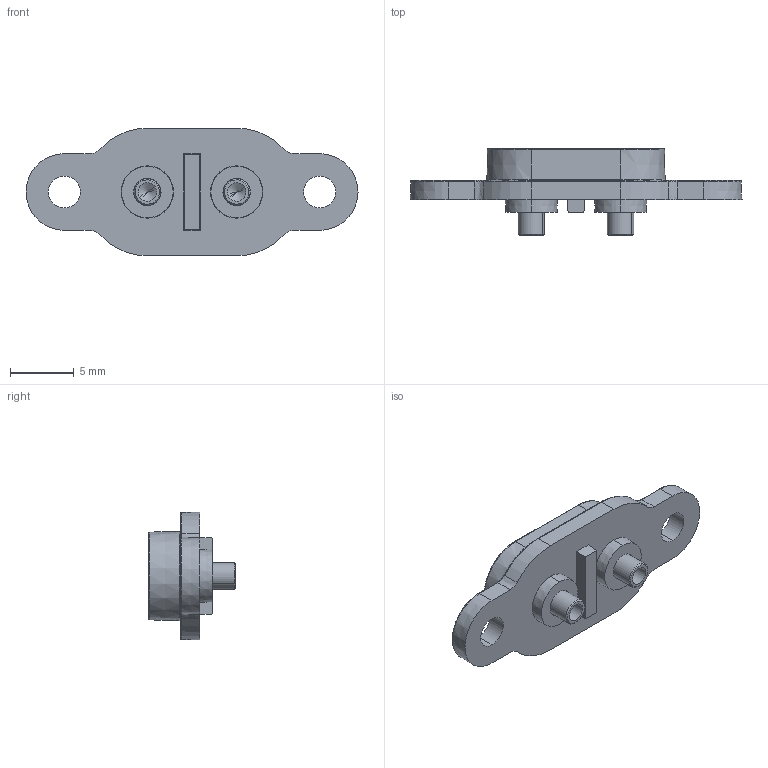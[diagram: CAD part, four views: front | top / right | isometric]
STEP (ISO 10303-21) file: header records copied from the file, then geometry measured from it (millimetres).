
FILE_DESCRIPTION (( 'STEP AP214' ), '1' );
FILE_NAME ('UEBK-30253.STEP', '2021-01-25T09:50:18', ( '' ), ( '' ), 'SwSTEP 2.0', 'SolidWorks 2020', '' );
FILE_SCHEMA (( 'AUTOMOTIVE_DESIGN' ));
Length unit declared in the file: millimetre
Products named in the file (3): UEBK-30253; IF-PI-6.5-4.0; UEBK-30253-Gehäuse
Assembly tree (3 placements, depth 2):
  UEBK-30253
    UEBK-30253-Gehäuse
    IF-PI-6.5-4.0  x2
Bounding box: 26 x 6.8 x 10 mm (x, y, z)
Volume: 523.2 mm3; surface area: 840.6 mm2
Topology: 3 solids, 3 shells, 128 faces, 280 edges, 166 vertices
Faces by surface type: cone 44, cylinder 34, plane 28, bspline 22
Entity records: 3414 total; most frequent: CARTESIAN_POINT 1019, DIRECTION 492, ORIENTED_EDGE 468, EDGE_CURVE 234, AXIS2_PLACEMENT_3D 198, VERTEX_POINT 141, EDGE_LOOP 123, CIRCLE 108
